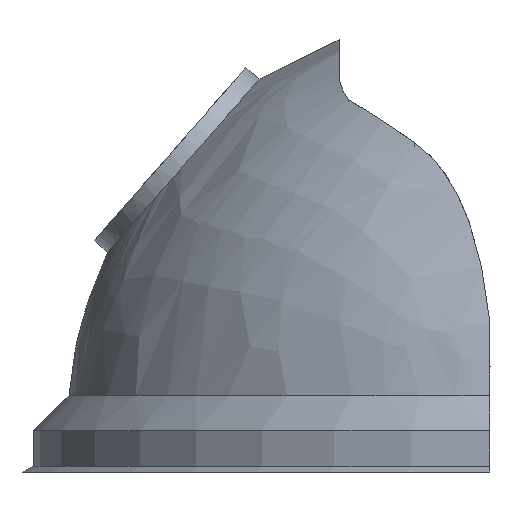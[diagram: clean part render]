
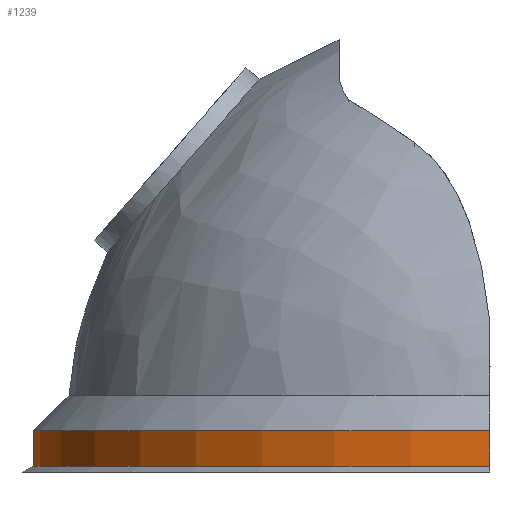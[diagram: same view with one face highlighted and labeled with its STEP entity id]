
A CAD part, left-side view. The second image highlights one B-rep face of the part: STEP entity #1239.
In plain terms, the highlighted cylindrical face has radius 153.67 mm (diameter 307.34 mm), a partial arc.
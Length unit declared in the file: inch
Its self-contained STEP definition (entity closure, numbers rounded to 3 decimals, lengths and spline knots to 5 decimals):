
#106=CIRCLE('',#1355,6.05);
#116=CIRCLE('',#1375,6.05);
#196=LINE('',#2331,#294);
#213=LINE('',#2374,#311);
#294=VECTOR('',#1646,0.3937);
#311=VECTOR('',#1675,0.3937);
#333=CYLINDRICAL_SURFACE('',#1376,6.05);
#412=FACE_OUTER_BOUND('',#491,.T.);
#491=EDGE_LOOP('',(#1165,#1166,#1167,#1168));
#613=VERTEX_POINT('',#2328);
#614=VERTEX_POINT('',#2330);
#633=VERTEX_POINT('',#2371);
#634=VERTEX_POINT('',#2373);
#779=EDGE_CURVE('',#613,#614,#196,.F.);
#800=EDGE_CURVE('',#634,#633,#213,.F.);
#802=EDGE_CURVE('',#634,#613,#106,.F.);
#812=EDGE_CURVE('',#633,#614,#116,.F.);
#1165=ORIENTED_EDGE('',*,*,#800,.T.);
#1166=ORIENTED_EDGE('',*,*,#812,.T.);
#1167=ORIENTED_EDGE('',*,*,#779,.F.);
#1168=ORIENTED_EDGE('',*,*,#802,.F.);
#1239=ADVANCED_FACE('',(#412),#333,.T.);
#1355=AXIS2_PLACEMENT_3D('',#2377,#1679,#1680);
#1375=AXIS2_PLACEMENT_3D('',#2397,#1719,#1720);
#1376=AXIS2_PLACEMENT_3D('',#2398,#1721,#1722);
#1646=DIRECTION('',(0.,0.,1.));
#1675=DIRECTION('',(0.,0.,1.));
#1679=DIRECTION('center_axis',(0.,0.,-1.));
#1680=DIRECTION('ref_axis',(1.,0.,0.));
#1719=DIRECTION('center_axis',(0.,0.,-1.));
#1720=DIRECTION('ref_axis',(1.,0.,0.));
#1721=DIRECTION('center_axis',(0.,0.,1.));
#1722=DIRECTION('ref_axis',(1.,0.,0.));
#2328=CARTESIAN_POINT('',(-11.66,0.,0.55));
#2330=CARTESIAN_POINT('',(-11.66,0.,0.075));
#2331=CARTESIAN_POINT('',(-11.66,0.,0.275));
#2371=CARTESIAN_POINT('',(0.44,0.,0.075));
#2373=CARTESIAN_POINT('',(0.44,0.,0.55));
#2374=CARTESIAN_POINT('',(0.44,0.,0.275));
#2377=CARTESIAN_POINT('Origin',(-5.61,-0.00001,0.55));
#2397=CARTESIAN_POINT('Origin',(-5.61,-0.00001,0.075));
#2398=CARTESIAN_POINT('Origin',(-5.61,-0.00001,0.275));
